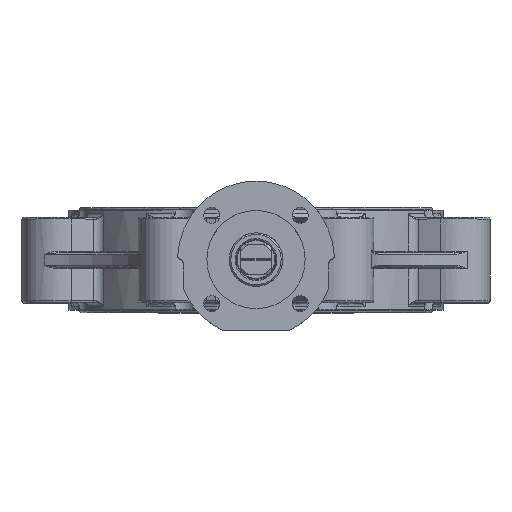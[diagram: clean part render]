
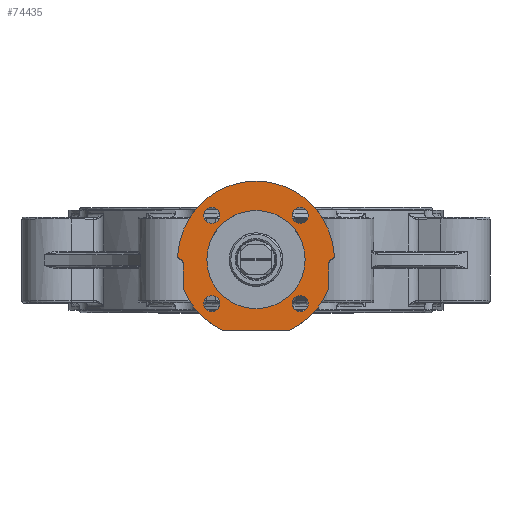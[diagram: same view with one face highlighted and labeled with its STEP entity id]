
A CAD part, top view. The second image highlights one B-rep face of the part: STEP entity #74435.
In plain terms, the highlighted planar face has unit normal (0, 0, 1).
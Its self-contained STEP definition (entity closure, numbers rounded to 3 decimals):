
#10153=CARTESIAN_POINT('',(40.391,-17.453,203.0));
#10154=VERTEX_POINT('',#10153);
#10155=CARTESIAN_POINT('',(18.33,-40.0,203.0));
#10156=VERTEX_POINT('',#10155);
#10157=CARTESIAN_POINT('',(0.,0.,203.0));
#10158=DIRECTION('',(0.0,0.0,-1.0));
#10159=DIRECTION('',(0.417,-0.909,0.0));
#10160=AXIS2_PLACEMENT_3D('',#10157,#10158,#10159);
#10161=CIRCLE('',#10160,44.0);
#10162=EDGE_CURVE('',#10154,#10156,#10161,.T.);
#10195=CARTESIAN_POINT('',(40.937,-1.807,203.0));
#10196=VERTEX_POINT('',#10195);
#10197=CARTESIAN_POINT('',(40.937,-1.807,203.0));
#10198=DIRECTION('',(-0.035,-0.999,0.0));
#10199=VECTOR('',#10198,15.655);
#10200=LINE('',#10197,#10199);
#10201=EDGE_CURVE('',#10196,#10154,#10200,.T.);
#10226=CARTESIAN_POINT('',(42.444,0.061,203.0));
#10227=VERTEX_POINT('',#10226);
#10228=CARTESIAN_POINT('',(42.936,-1.877,203.0));
#10229=DIRECTION('',(0.0,0.0,1.));
#10230=DIRECTION('',(0.999,-0.035,0.0));
#10231=AXIS2_PLACEMENT_3D('',#10228,#10229,#10230);
#10232=CIRCLE('',#10231,2.);
#10233=EDGE_CURVE('',#10227,#10196,#10232,.T.);
#26655=CARTESIAN_POINT('',(-18.33,-40.0,203.0));
#26656=VERTEX_POINT('',#26655);
#26657=CARTESIAN_POINT('',(18.33,-40.0,203.0));
#26658=DIRECTION('',(-1.0,0.0,0.0));
#26659=VECTOR('',#26658,36.661);
#26660=LINE('',#26657,#26659);
#26661=EDGE_CURVE('',#10156,#26656,#26660,.T.);
#26699=CARTESIAN_POINT('',(-40.391,-17.453,203.0));
#26700=VERTEX_POINT('',#26699);
#26701=CARTESIAN_POINT('',(0.,0.,203.0));
#26702=DIRECTION('',(0.0,0.0,-1.));
#26703=DIRECTION('',(-0.918,-0.397,0.0));
#26704=AXIS2_PLACEMENT_3D('',#26701,#26702,#26703);
#26705=CIRCLE('',#26704,44.);
#26706=EDGE_CURVE('',#26656,#26700,#26705,.T.);
#74251=CARTESIAN_POINT('',(43.95,2.095,203.0));
#74252=VERTEX_POINT('',#74251);
#74253=CARTESIAN_POINT('',(41.952,2.,203.0));
#74254=DIRECTION('',(0.0,0.0,-1.));
#74255=DIRECTION('',(0.724,-0.69,0.0));
#74256=AXIS2_PLACEMENT_3D('',#74253,#74254,#74255);
#74257=CIRCLE('',#74256,2.0);
#74258=EDGE_CURVE('',#74252,#10227,#74257,.T.);
#74276=CARTESIAN_POINT('',(-43.95,2.095,203.0));
#74277=VERTEX_POINT('',#74276);
#74278=CARTESIAN_POINT('',(0.,0.,203.0));
#74279=DIRECTION('',(0.0,0.0,-1.0));
#74280=DIRECTION('',(1.0,0.0,0.0));
#74281=AXIS2_PLACEMENT_3D('',#74278,#74279,#74280);
#74282=CIRCLE('',#74281,44.0);
#74283=EDGE_CURVE('',#74277,#74252,#74282,.T.);
#74301=CARTESIAN_POINT('',(-42.444,0.061,203.0));
#74302=VERTEX_POINT('',#74301);
#74303=CARTESIAN_POINT('',(-41.952,2.,203.0));
#74304=DIRECTION('',(0.0,0.0,-1.0));
#74305=DIRECTION('',(-0.724,-0.69,0.0));
#74306=AXIS2_PLACEMENT_3D('',#74303,#74304,#74305);
#74307=CIRCLE('',#74306,2.0);
#74308=EDGE_CURVE('',#74302,#74277,#74307,.T.);
#74326=CARTESIAN_POINT('',(-40.937,-1.807,203.0));
#74327=VERTEX_POINT('',#74326);
#74328=CARTESIAN_POINT('',(-42.936,-1.877,203.0));
#74329=DIRECTION('',(0.0,0.0,1.));
#74330=DIRECTION('',(-0.999,-0.035,0.0));
#74331=AXIS2_PLACEMENT_3D('',#74328,#74329,#74330);
#74332=CIRCLE('',#74331,2.);
#74333=EDGE_CURVE('',#74327,#74302,#74332,.T.);
#74351=CARTESIAN_POINT('',(-40.391,-17.453,203.0));
#74352=DIRECTION('',(-0.035,0.999,0.0));
#74353=VECTOR('',#74352,15.655);
#74354=LINE('',#74351,#74353);
#74355=EDGE_CURVE('',#26700,#74327,#74354,.T.);
#74363=CARTESIAN_POINT('',(-131.328,44.001,203.0));
#74364=DIRECTION('',(0.0,0.0,-1.0));
#74365=DIRECTION('',(-1.0,0.0,0.0));
#74366=AXIS2_PLACEMENT_3D('',#74363,#74364,#74365);
#74367=PLANE('',#74366);
#74368=ORIENTED_EDGE('',*,*,#10233,.F.);
#74369=ORIENTED_EDGE('',*,*,#74258,.F.);
#74370=ORIENTED_EDGE('',*,*,#74283,.F.);
#74371=ORIENTED_EDGE('',*,*,#74308,.F.);
#74372=ORIENTED_EDGE('',*,*,#74333,.F.);
#74373=ORIENTED_EDGE('',*,*,#74355,.F.);
#74374=ORIENTED_EDGE('',*,*,#26706,.F.);
#74375=ORIENTED_EDGE('',*,*,#26661,.F.);
#74376=ORIENTED_EDGE('',*,*,#10162,.F.);
#74377=ORIENTED_EDGE('',*,*,#10201,.F.);
#74378=EDGE_LOOP('',(#74368,#74369,#74370,#74371,#74372,#74373,#74374,#74375,#74376,#74377));
#74379=FACE_OUTER_BOUND('',#74378,.T.);
#74380=CARTESIAN_POINT('',(-29.249,-24.749,203.0));
#74381=VERTEX_POINT('',#74380);
#74382=CARTESIAN_POINT('',(-24.749,-24.749,203.0));
#74383=DIRECTION('',(0.0,0.0,-1.0));
#74384=DIRECTION('',(-1.0,0.0,0.0));
#74385=AXIS2_PLACEMENT_3D('',#74382,#74383,#74384);
#74386=CIRCLE('',#74385,4.5);
#74387=EDGE_CURVE('',#74381,#74381,#74386,.T.);
#74388=ORIENTED_EDGE('',*,*,#74387,.T.);
#74389=EDGE_LOOP('',(#74388));
#74390=FACE_BOUND('',#74389,.T.);
#74391=CARTESIAN_POINT('',(-24.749,29.249,203.0));
#74392=VERTEX_POINT('',#74391);
#74393=CARTESIAN_POINT('',(-24.749,24.749,203.0));
#74394=DIRECTION('',(0.0,0.0,-1.0));
#74395=DIRECTION('',(0.0,1.0,0.0));
#74396=AXIS2_PLACEMENT_3D('',#74393,#74394,#74395);
#74397=CIRCLE('',#74396,4.5);
#74398=EDGE_CURVE('',#74392,#74392,#74397,.T.);
#74399=ORIENTED_EDGE('',*,*,#74398,.T.);
#74400=EDGE_LOOP('',(#74399));
#74401=FACE_BOUND('',#74400,.T.);
#74402=CARTESIAN_POINT('',(24.749,-29.249,203.0));
#74403=VERTEX_POINT('',#74402);
#74404=CARTESIAN_POINT('',(24.749,-24.749,203.0));
#74405=DIRECTION('',(0.0,0.0,-1.0));
#74406=DIRECTION('',(0.0,-1.0,0.0));
#74407=AXIS2_PLACEMENT_3D('',#74404,#74405,#74406);
#74408=CIRCLE('',#74407,4.5);
#74409=EDGE_CURVE('',#74403,#74403,#74408,.T.);
#74410=ORIENTED_EDGE('',*,*,#74409,.T.);
#74411=EDGE_LOOP('',(#74410));
#74412=FACE_BOUND('',#74411,.T.);
#74413=CARTESIAN_POINT('',(29.249,24.749,203.0));
#74414=VERTEX_POINT('',#74413);
#74415=CARTESIAN_POINT('',(24.749,24.749,203.0));
#74416=DIRECTION('',(0.0,0.0,-1.0));
#74417=DIRECTION('',(1.0,0.0,0.0));
#74418=AXIS2_PLACEMENT_3D('',#74415,#74416,#74417);
#74419=CIRCLE('',#74418,4.5);
#74420=EDGE_CURVE('',#74414,#74414,#74419,.T.);
#74421=ORIENTED_EDGE('',*,*,#74420,.T.);
#74422=EDGE_LOOP('',(#74421));
#74423=FACE_BOUND('',#74422,.T.);
#74424=CARTESIAN_POINT('',(27.55,0.,203.0));
#74425=VERTEX_POINT('',#74424);
#74426=CARTESIAN_POINT('',(0.,0.,203.0));
#74427=DIRECTION('',(0.0,0.0,-1.0));
#74428=DIRECTION('',(1.0,0.0,0.0));
#74429=AXIS2_PLACEMENT_3D('',#74426,#74427,#74428);
#74430=CIRCLE('',#74429,27.55);
#74431=EDGE_CURVE('',#74425,#74425,#74430,.T.);
#74432=ORIENTED_EDGE('',*,*,#74431,.T.);
#74433=EDGE_LOOP('',(#74432));
#74434=FACE_BOUND('',#74433,.T.);
#74435=ADVANCED_FACE('',(#74379,#74390,#74401,#74412,#74423,#74434),#74367,.F.);
